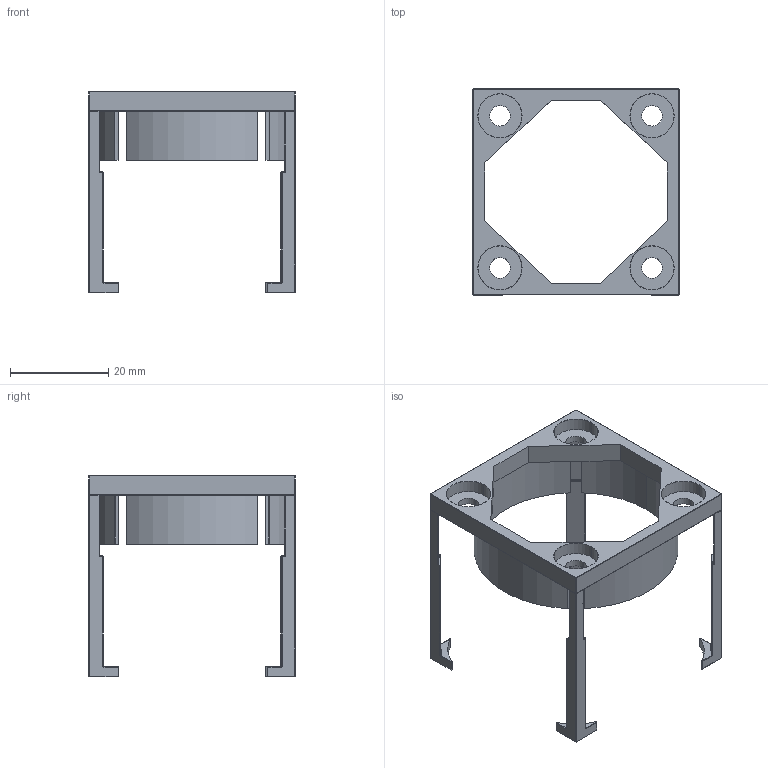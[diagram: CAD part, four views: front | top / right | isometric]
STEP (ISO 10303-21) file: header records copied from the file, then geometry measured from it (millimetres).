
FILE_DESCRIPTION (( 'STEP AP214' ), '1' );
FILE_NAME ('heatsink_fan_adapter_stp.STEP', '2025-06-17T18:44:51', ( '' ), ( '' ), 'SwSTEP 2.0', 'SolidWorks 2025', '' );
FILE_SCHEMA (( 'AUTOMOTIVE_DESIGN' ));
Length unit declared in the file: millimetre
Products named in the file (1): heatsink_fan_adapter_stp
Bounding box: 42 x 42 x 41 mm (x, y, z)
Volume: 3476.1 mm3; surface area: 6706.8 mm2
Topology: 1 solids, 1 shells, 213 faces, 530 edges, 300 vertices
Faces by surface type: cylinder 106, plane 59, sphere 24, bspline 16, cone 8
Entity records: 6491 total; most frequent: CARTESIAN_POINT 1636, DIRECTION 1050, ORIENTED_EDGE 1012, EDGE_CURVE 506, AXIS2_PLACEMENT_3D 398, VERTEX_POINT 296, VECTOR 254, LINE 254
